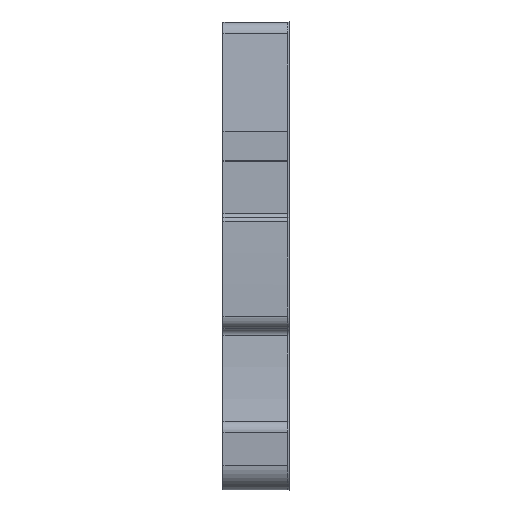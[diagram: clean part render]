
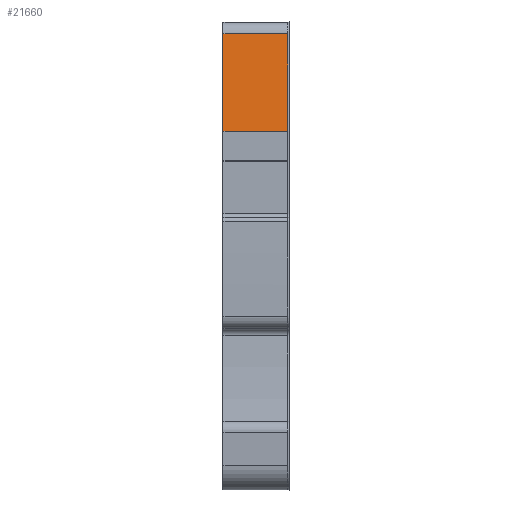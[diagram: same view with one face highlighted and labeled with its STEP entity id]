
A CAD part, front view. The second image highlights one B-rep face of the part: STEP entity #21660.
In plain terms, the highlighted planar face has unit normal (0, -0.996, 0.087).
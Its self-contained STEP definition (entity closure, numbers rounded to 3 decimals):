
#21640=AXIS2_PLACEMENT_3D('Plane Axis2P3D',#21637,#21638,#21639) ;
#16021=CARTESIAN_POINT('Vertex',(0.,2.596,35.237)) ;
#16024=CARTESIAN_POINT('Line Origine',(2.55,2.596,35.237)) ;
#16028=CARTESIAN_POINT('Vertex',(5.,2.596,35.237)) ;
#16877=CARTESIAN_POINT('Vertex',(0.,1.937,27.7)) ;
#16880=CARTESIAN_POINT('Line Origine',(0.,2.266,31.469)) ;
#21637=CARTESIAN_POINT('Axis2P3D Location',(2.8,1.937,27.7)) ;
#21642=CARTESIAN_POINT('Line Origine',(2.5,1.937,27.7)) ;
#21646=CARTESIAN_POINT('Vertex',(5.,1.937,27.7)) ;
#21649=CARTESIAN_POINT('Line Origine',(5.,2.266,31.469)) ;
#16025=DIRECTION('Vector Direction',(1.,0.,0.)) ;
#16881=DIRECTION('Vector Direction',(0.,0.087,0.996)) ;
#21638=DIRECTION('Axis2P3D Direction',(0.,-0.996,0.087)) ;
#21639=DIRECTION('Axis2P3D XDirection',(0.,0.087,0.996)) ;
#21643=DIRECTION('Vector Direction',(-1.,0.,0.)) ;
#21650=DIRECTION('Vector Direction',(0.,0.087,0.996)) ;
#16026=VECTOR('Line Direction',#16025,1.) ;
#16882=VECTOR('Line Direction',#16881,1.) ;
#21644=VECTOR('Line Direction',#21643,1.) ;
#21651=VECTOR('Line Direction',#21650,1.) ;
#21655=ORIENTED_EDGE('',*,*,#16030,.T.) ;
#21656=ORIENTED_EDGE('',*,*,#16884,.F.) ;
#21657=ORIENTED_EDGE('',*,*,#21648,.F.) ;
#21658=ORIENTED_EDGE('',*,*,#21653,.T.) ;
#21660=ADVANCED_FACE('MLD1',(#21659),#21641,.T.) ;
#16030=EDGE_CURVE('',#16029,#16022,#16027,.F.) ;
#16884=EDGE_CURVE('',#16878,#16022,#16883,.T.) ;
#21648=EDGE_CURVE('',#21647,#16878,#21645,.T.) ;
#21653=EDGE_CURVE('',#21647,#16029,#21652,.T.) ;
#21654=EDGE_LOOP('',(#21655,#21656,#21657,#21658)) ;
#21659=FACE_OUTER_BOUND('',#21654,.T.) ;
#16027=LINE('Line',#16024,#16026) ;
#16883=LINE('Line',#16880,#16882) ;
#21645=LINE('Line',#21642,#21644) ;
#21652=LINE('Line',#21649,#21651) ;
#21641=PLANE('',#21640) ;
#16022=VERTEX_POINT('',#16021) ;
#16029=VERTEX_POINT('',#16028) ;
#16878=VERTEX_POINT('',#16877) ;
#21647=VERTEX_POINT('',#21646) ;
